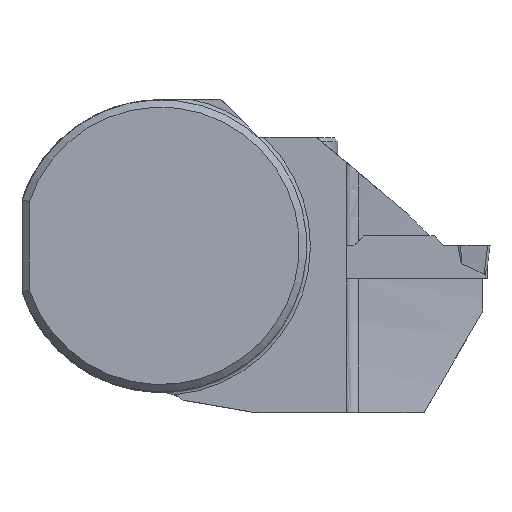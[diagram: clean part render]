
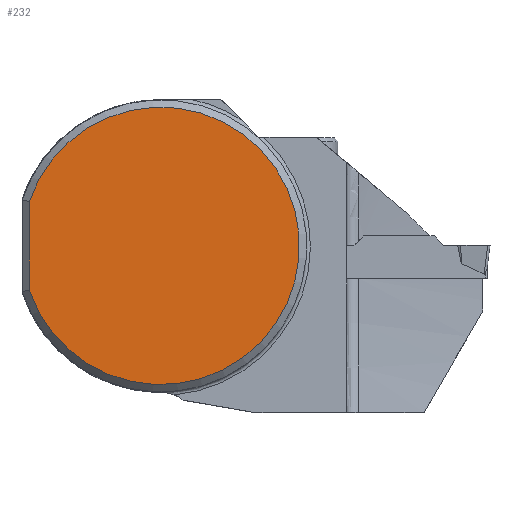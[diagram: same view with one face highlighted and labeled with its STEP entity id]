
A CAD part, top view. The second image highlights one B-rep face of the part: STEP entity #232.
In plain terms, the highlighted planar face has unit normal (0, 0, 1).
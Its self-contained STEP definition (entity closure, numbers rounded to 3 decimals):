
#131=FACE_OUTER_BOUND('',#351,.T.);
#203=CIRCLE('',#1509,19.);
#232=ADVANCED_FACE('',(#131),#301,.F.);
#301=PLANE('',#1510);
#351=EDGE_LOOP('',(#513,#514));
#513=ORIENTED_EDGE('',*,*,#1037,.F.);
#514=ORIENTED_EDGE('',*,*,#1038,.T.);
#907=VERTEX_POINT('',#2104);
#908=VERTEX_POINT('',#2105);
#1037=EDGE_CURVE('',#907,#908,#1213,.T.);
#1038=EDGE_CURVE('',#907,#908,#203,.T.);
#1213=LINE('',#2103,#1325);
#1325=VECTOR('',#1675,1.);
#1509=AXIS2_PLACEMENT_3D('',#2106,#1676,#1677);
#1510=AXIS2_PLACEMENT_3D('',#2107,#1678,#1679);
#1675=DIRECTION('',(0.,1.,0.));
#1676=DIRECTION('',(0.,0.,1.));
#1677=DIRECTION('',(1.,0.,0.));
#1678=DIRECTION('',(0.,0.,-1.));
#1679=DIRECTION('',(1.,0.,0.));
#2103=CARTESIAN_POINT('',(-18.,0.,0.325));
#2104=CARTESIAN_POINT('',(-18.,-6.083,0.325));
#2105=CARTESIAN_POINT('',(-18.,6.083,0.325));
#2106=CARTESIAN_POINT('',(0.,0.,0.325));
#2107=CARTESIAN_POINT('',(0.,0.,0.325));
